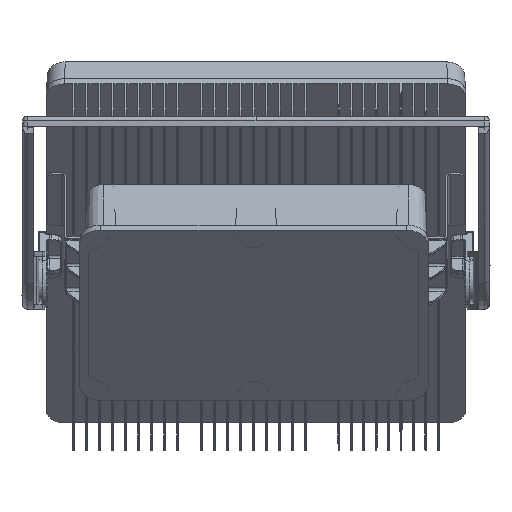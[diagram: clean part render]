
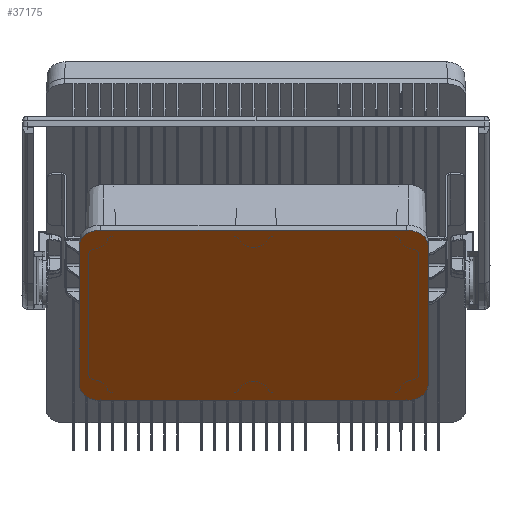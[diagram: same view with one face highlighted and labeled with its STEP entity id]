
A CAD part, left-side view. The second image highlights one B-rep face of the part: STEP entity #37175.
In plain terms, the highlighted face is planar.
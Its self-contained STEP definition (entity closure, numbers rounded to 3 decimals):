
#143 = LINE ( 'NONE', #1036, #17543 ) ;
#1036 = CARTESIAN_POINT ( 'NONE',  ( 147.482, 69.031, 110.269 ) ) ;
#1089 = ORIENTED_EDGE ( 'NONE', *, *, #3015, .T. ) ;
#1288 = CARTESIAN_POINT ( 'NONE',  ( -143.518, 69.031, 110.269 ) ) ;
#3015 = EDGE_CURVE ( 'NONE', #9926, #18269, #14881, .T. ) ;
#3044 = CARTESIAN_POINT ( 'NONE',  ( 147.482, 183.228, 224.466 ) ) ;
#5155 = LINE ( 'NONE', #1288, #44299 ) ;
#6266 = DIRECTION ( 'NONE',  ( 0., -0.707, 0.707 ) ) ;
#6310 = PLANE ( 'NONE',  #51751 ) ;
#6728 = DIRECTION ( 'NONE',  ( 0., -0.707, -0.707 ) ) ;
#6768 = LINE ( 'NONE', #25077, #20469 ) ;
#6900 = DIRECTION ( 'NONE',  ( 0., -0.707, -0.707 ) ) ;
#9193 = CARTESIAN_POINT ( 'NONE',  ( 147.482, 66.556, 107.794 ) ) ;
#9237 = AXIS2_PLACEMENT_3D ( 'NONE', #34692, #48520, #43990 ) ;
#9287 = VERTEX_POINT ( 'NONE', #57457 ) ;
#9926 = VERTEX_POINT ( 'NONE', #28382 ) ;
#12459 = ORIENTED_EDGE ( 'NONE', *, *, #44724, .F. ) ;
#14240 = EDGE_LOOP ( 'NONE', ( #29033, #55543, #16222, #38659, #12459, #59139, #46070, #1089 ) ) ;
#14881 = CIRCLE ( 'NONE', #50406, 18. ) ;
#15089 = CARTESIAN_POINT ( 'NONE',  ( 129.482, 183.228, 224.466 ) ) ;
#15383 = DIRECTION ( 'NONE',  ( 0., -0.707, 0.707 ) ) ;
#16222 = ORIENTED_EDGE ( 'NONE', *, *, #25473, .F. ) ;
#16892 = CARTESIAN_POINT ( 'NONE',  ( 129.482, 66.556, 107.794 ) ) ;
#17543 = VECTOR ( 'NONE', #37671, 1000. ) ;
#18269 = VERTEX_POINT ( 'NONE', #9193 ) ;
#19395 = EDGE_CURVE ( 'NONE', #9926, #56881, #6768, .T. ) ;
#20236 = CARTESIAN_POINT ( 'NONE',  ( 129.482, 195.956, 237.194 ) ) ;
#20469 = VECTOR ( 'NONE', #38348, 1000. ) ;
#21561 = CARTESIAN_POINT ( 'NONE',  ( 129.482, 69.031, 110.269 ) ) ;
#23842 = LINE ( 'NONE', #20236, #53725 ) ;
#24590 = CIRCLE ( 'NONE', #9237, 18. ) ;
#25077 = CARTESIAN_POINT ( 'NONE',  ( 129.482, 53.828, 95.066 ) ) ;
#25108 = VERTEX_POINT ( 'NONE', #49599 ) ;
#25473 = EDGE_CURVE ( 'NONE', #9287, #47182, #23842, .T. ) ;
#25713 = AXIS2_PLACEMENT_3D ( 'NONE', #43548, #6266, #43247 ) ;
#28382 = CARTESIAN_POINT ( 'NONE',  ( 129.482, 53.828, 95.066 ) ) ;
#28808 = VERTEX_POINT ( 'NONE', #30240 ) ;
#29033 = ORIENTED_EDGE ( 'NONE', *, *, #31775, .F. ) ;
#29442 = DIRECTION ( 'NONE',  ( 0., -0.707, 0.707 ) ) ;
#30123 = EDGE_CURVE ( 'NONE', #43356, #47182, #32856, .T. ) ;
#30240 = CARTESIAN_POINT ( 'NONE',  ( -143.518, 66.556, 107.794 ) ) ;
#30272 = CARTESIAN_POINT ( 'NONE',  ( -125.518, 53.828, 95.066 ) ) ;
#31022 = CARTESIAN_POINT ( 'NONE',  ( 129.482, 195.956, 237.194 ) ) ;
#31775 = EDGE_CURVE ( 'NONE', #43356, #18269, #143, .T. ) ;
#32856 = CIRCLE ( 'NONE', #37676, 18. ) ;
#33438 = DIRECTION ( 'NONE',  ( 0., -0.707, -0.707 ) ) ;
#34692 = CARTESIAN_POINT ( 'NONE',  ( -125.518, 66.556, 107.794 ) ) ;
#37175 = ADVANCED_FACE ( 'NONE', ( #47532 ), #6310, .T. ) ;
#37333 = DIRECTION ( 'NONE',  ( 0., 0.707, 0.707 ) ) ;
#37671 = DIRECTION ( 'NONE',  ( 0., -0.707, -0.707 ) ) ;
#37676 = AXIS2_PLACEMENT_3D ( 'NONE', #15089, #15383, #33438 ) ;
#38031 = DIRECTION ( 'NONE',  ( 1., 0., 0. ) ) ;
#38348 = DIRECTION ( 'NONE',  ( -1., 0., 0. ) ) ;
#38659 = ORIENTED_EDGE ( 'NONE', *, *, #50146, .T. ) ;
#40084 = DIRECTION ( 'NONE',  ( 0., -0.707, 0.707 ) ) ;
#42081 = CIRCLE ( 'NONE', #25713, 18. ) ;
#43247 = DIRECTION ( 'NONE',  ( 0., -0.707, -0.707 ) ) ;
#43356 = VERTEX_POINT ( 'NONE', #3044 ) ;
#43548 = CARTESIAN_POINT ( 'NONE',  ( -125.518, 183.228, 224.466 ) ) ;
#43990 = DIRECTION ( 'NONE',  ( 0., -0.707, -0.707 ) ) ;
#44299 = VECTOR ( 'NONE', #37333, 1000. ) ;
#44724 = EDGE_CURVE ( 'NONE', #28808, #25108, #5155, .T. ) ;
#46070 = ORIENTED_EDGE ( 'NONE', *, *, #19395, .F. ) ;
#47182 = VERTEX_POINT ( 'NONE', #31022 ) ;
#47532 = FACE_OUTER_BOUND ( 'NONE', #14240, .T. ) ;
#48520 = DIRECTION ( 'NONE',  ( 0., -0.707, 0.707 ) ) ;
#48560 = EDGE_CURVE ( 'NONE', #28808, #56881, #24590, .T. ) ;
#49599 = CARTESIAN_POINT ( 'NONE',  ( -143.518, 183.228, 224.466 ) ) ;
#50146 = EDGE_CURVE ( 'NONE', #9287, #25108, #42081, .T. ) ;
#50406 = AXIS2_PLACEMENT_3D ( 'NONE', #16892, #40084, #6728 ) ;
#51751 = AXIS2_PLACEMENT_3D ( 'NONE', #21561, #29442, #6900 ) ;
#53725 = VECTOR ( 'NONE', #38031, 1000. ) ;
#55543 = ORIENTED_EDGE ( 'NONE', *, *, #30123, .T. ) ;
#56881 = VERTEX_POINT ( 'NONE', #30272 ) ;
#57457 = CARTESIAN_POINT ( 'NONE',  ( -125.518, 195.956, 237.194 ) ) ;
#59139 = ORIENTED_EDGE ( 'NONE', *, *, #48560, .T. ) ;
